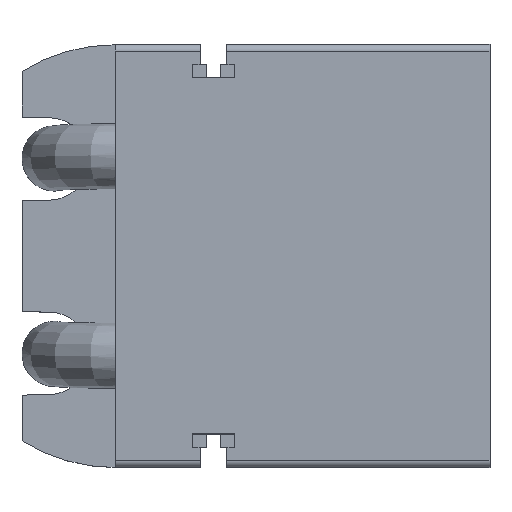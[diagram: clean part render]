
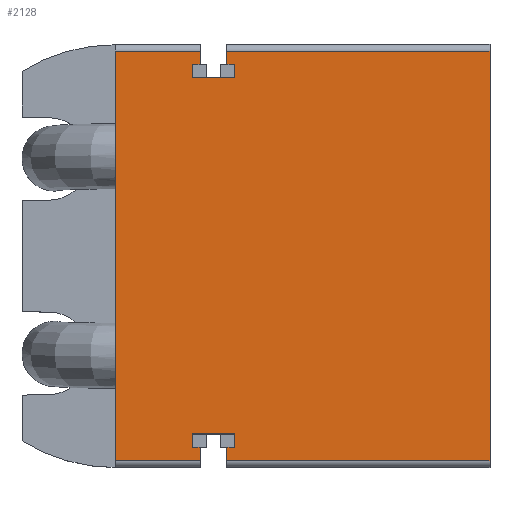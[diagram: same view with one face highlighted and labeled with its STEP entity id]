
A CAD part, top view. The second image highlights one B-rep face of the part: STEP entity #2128.
In plain terms, the highlighted planar face has unit normal (0, 0, 1).
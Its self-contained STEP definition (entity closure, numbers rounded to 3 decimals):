
#49=PLANE('',#2274);
#144=FACE_OUTER_BOUND('',#268,.T.);
#268=EDGE_LOOP('',(#1483,#1484,#1485,#1486,#1487,#1488,#1489,#1490,#1491,
#1492,#1493,#1494,#1495,#1496,#1497,#1498,#1499,#1500,#1501,#1502));
#403=LINE('',#3089,#644);
#405=LINE('',#3095,#646);
#409=LINE('',#3103,#650);
#410=LINE('',#3105,#651);
#411=LINE('',#3107,#652);
#412=LINE('',#3109,#653);
#413=LINE('',#3111,#654);
#414=LINE('',#3113,#655);
#415=LINE('',#3115,#656);
#416=LINE('',#3117,#657);
#417=LINE('',#3119,#658);
#418=LINE('',#3121,#659);
#419=LINE('',#3123,#660);
#420=LINE('',#3125,#661);
#421=LINE('',#3127,#662);
#422=LINE('',#3129,#663);
#423=LINE('',#3131,#664);
#424=LINE('',#3133,#665);
#425=LINE('',#3135,#666);
#426=LINE('',#3136,#667);
#644=VECTOR('',#2466,10.);
#646=VECTOR('',#2472,10.);
#650=VECTOR('',#2478,10.);
#651=VECTOR('',#2479,10.);
#652=VECTOR('',#2480,10.);
#653=VECTOR('',#2481,10.);
#654=VECTOR('',#2482,10.);
#655=VECTOR('',#2483,10.);
#656=VECTOR('',#2484,10.);
#657=VECTOR('',#2485,10.);
#658=VECTOR('',#2486,10.);
#659=VECTOR('',#2487,10.);
#660=VECTOR('',#2488,10.);
#661=VECTOR('',#2489,10.);
#662=VECTOR('',#2490,10.);
#663=VECTOR('',#2491,10.);
#664=VECTOR('',#2492,10.);
#665=VECTOR('',#2493,10.);
#666=VECTOR('',#2494,10.);
#667=VECTOR('',#2495,10.);
#954=VERTEX_POINT('',#3086);
#955=VERTEX_POINT('',#3088);
#957=VERTEX_POINT('',#3094);
#960=VERTEX_POINT('',#3102);
#961=VERTEX_POINT('',#3104);
#962=VERTEX_POINT('',#3106);
#963=VERTEX_POINT('',#3108);
#964=VERTEX_POINT('',#3110);
#965=VERTEX_POINT('',#3112);
#966=VERTEX_POINT('',#3114);
#967=VERTEX_POINT('',#3116);
#968=VERTEX_POINT('',#3118);
#969=VERTEX_POINT('',#3120);
#970=VERTEX_POINT('',#3122);
#971=VERTEX_POINT('',#3124);
#972=VERTEX_POINT('',#3126);
#973=VERTEX_POINT('',#3128);
#974=VERTEX_POINT('',#3130);
#975=VERTEX_POINT('',#3132);
#976=VERTEX_POINT('',#3134);
#1162=EDGE_CURVE('',#954,#955,#403,.T.);
#1165=EDGE_CURVE('',#957,#955,#405,.T.);
#1169=EDGE_CURVE('',#954,#960,#409,.T.);
#1170=EDGE_CURVE('',#961,#960,#410,.T.);
#1171=EDGE_CURVE('',#961,#962,#411,.T.);
#1172=EDGE_CURVE('',#962,#963,#412,.T.);
#1173=EDGE_CURVE('',#963,#964,#413,.T.);
#1174=EDGE_CURVE('',#964,#965,#414,.T.);
#1175=EDGE_CURVE('',#965,#966,#415,.T.);
#1176=EDGE_CURVE('',#966,#967,#416,.T.);
#1177=EDGE_CURVE('',#967,#968,#417,.T.);
#1178=EDGE_CURVE('',#969,#968,#418,.T.);
#1179=EDGE_CURVE('',#969,#970,#419,.T.);
#1180=EDGE_CURVE('',#971,#970,#420,.T.);
#1181=EDGE_CURVE('',#971,#972,#421,.T.);
#1182=EDGE_CURVE('',#972,#973,#422,.T.);
#1183=EDGE_CURVE('',#973,#974,#423,.T.);
#1184=EDGE_CURVE('',#974,#975,#424,.T.);
#1185=EDGE_CURVE('',#975,#976,#425,.T.);
#1186=EDGE_CURVE('',#976,#957,#426,.T.);
#1483=ORIENTED_EDGE('',*,*,#1162,.F.);
#1484=ORIENTED_EDGE('',*,*,#1169,.T.);
#1485=ORIENTED_EDGE('',*,*,#1170,.F.);
#1486=ORIENTED_EDGE('',*,*,#1171,.T.);
#1487=ORIENTED_EDGE('',*,*,#1172,.T.);
#1488=ORIENTED_EDGE('',*,*,#1173,.T.);
#1489=ORIENTED_EDGE('',*,*,#1174,.T.);
#1490=ORIENTED_EDGE('',*,*,#1175,.T.);
#1491=ORIENTED_EDGE('',*,*,#1176,.T.);
#1492=ORIENTED_EDGE('',*,*,#1177,.T.);
#1493=ORIENTED_EDGE('',*,*,#1178,.F.);
#1494=ORIENTED_EDGE('',*,*,#1179,.T.);
#1495=ORIENTED_EDGE('',*,*,#1180,.F.);
#1496=ORIENTED_EDGE('',*,*,#1181,.T.);
#1497=ORIENTED_EDGE('',*,*,#1182,.T.);
#1498=ORIENTED_EDGE('',*,*,#1183,.T.);
#1499=ORIENTED_EDGE('',*,*,#1184,.T.);
#1500=ORIENTED_EDGE('',*,*,#1185,.T.);
#1501=ORIENTED_EDGE('',*,*,#1186,.T.);
#1502=ORIENTED_EDGE('',*,*,#1165,.T.);
#2128=ADVANCED_FACE('',(#144),#49,.T.);
#2274=AXIS2_PLACEMENT_3D('',#3101,#2476,#2477);
#2466=DIRECTION('',(1.,0.,0.));
#2472=DIRECTION('',(0.,1.,0.));
#2476=DIRECTION('center_axis',(0.,0.,1.));
#2477=DIRECTION('ref_axis',(1.,0.,0.));
#2478=DIRECTION('',(0.,-1.,0.));
#2479=DIRECTION('',(-1.,0.,0.));
#2480=DIRECTION('',(0.,1.,0.));
#2481=DIRECTION('',(-1.,0.,0.));
#2482=DIRECTION('',(0.,1.,0.));
#2483=DIRECTION('',(1.,0.,0.));
#2484=DIRECTION('',(0.,-1.,0.));
#2485=DIRECTION('',(-1.,0.,0.));
#2486=DIRECTION('',(0.,-1.,0.));
#2487=DIRECTION('',(-1.,0.,0.));
#2488=DIRECTION('',(0.,1.,0.));
#2489=DIRECTION('',(1.,0.,0.));
#2490=DIRECTION('',(0.,-1.,0.));
#2491=DIRECTION('',(1.,0.,0.));
#2492=DIRECTION('',(0.,-1.,0.));
#2493=DIRECTION('',(-1.,0.,0.));
#2494=DIRECTION('',(0.,1.,0.));
#2495=DIRECTION('',(1.,0.,0.));
#3086=CARTESIAN_POINT('',(-5.3,7.7,8.2));
#3088=CARTESIAN_POINT('',(-2.1,7.7,8.2));
#3089=CARTESIAN_POINT('',(-0.175,7.7,8.2));
#3094=CARTESIAN_POINT('',(-2.1,7.2,8.2));
#3095=CARTESIAN_POINT('',(-2.1,7.2,8.2));
#3101=CARTESIAN_POINT('Origin',(1.75,0.,8.2));
#3102=CARTESIAN_POINT('',(-5.3,-7.7,8.2));
#3103=CARTESIAN_POINT('',(-5.3,7.95,8.2));
#3104=CARTESIAN_POINT('',(-2.1,-7.7,8.2));
#3105=CARTESIAN_POINT('',(-1.775,-7.7,8.2));
#3106=CARTESIAN_POINT('',(-2.1,-7.2,8.2));
#3107=CARTESIAN_POINT('',(-2.1,-7.95,8.2));
#3108=CARTESIAN_POINT('',(-2.4,-7.2,8.2));
#3109=CARTESIAN_POINT('',(-2.1,-7.2,8.2));
#3110=CARTESIAN_POINT('',(-2.4,-6.7,8.2));
#3111=CARTESIAN_POINT('',(-2.4,-7.2,8.2));
#3112=CARTESIAN_POINT('',(-0.8,-6.7,8.2));
#3113=CARTESIAN_POINT('',(-2.4,-6.7,8.2));
#3114=CARTESIAN_POINT('',(-0.8,-7.2,8.2));
#3115=CARTESIAN_POINT('',(-0.8,-6.7,8.2));
#3116=CARTESIAN_POINT('',(-1.1,-7.2,8.2));
#3117=CARTESIAN_POINT('',(-0.8,-7.2,8.2));
#3118=CARTESIAN_POINT('',(-1.1,-7.7,8.2));
#3119=CARTESIAN_POINT('',(-1.1,-7.2,8.2));
#3120=CARTESIAN_POINT('',(8.8,-7.7,8.2));
#3121=CARTESIAN_POINT('',(0.325,-7.7,8.2));
#3122=CARTESIAN_POINT('',(8.8,7.7,8.2));
#3123=CARTESIAN_POINT('',(8.8,-7.95,8.2));
#3124=CARTESIAN_POINT('',(-1.1,7.7,8.2));
#3125=CARTESIAN_POINT('',(5.275,7.7,8.2));
#3126=CARTESIAN_POINT('',(-1.1,7.2,8.2));
#3127=CARTESIAN_POINT('',(-1.1,7.95,8.2));
#3128=CARTESIAN_POINT('',(-0.8,7.2,8.2));
#3129=CARTESIAN_POINT('',(-1.1,7.2,8.2));
#3130=CARTESIAN_POINT('',(-0.8,6.7,8.2));
#3131=CARTESIAN_POINT('',(-0.8,7.2,8.2));
#3132=CARTESIAN_POINT('',(-2.4,6.7,8.2));
#3133=CARTESIAN_POINT('',(-0.8,6.7,8.2));
#3134=CARTESIAN_POINT('',(-2.4,7.2,8.2));
#3135=CARTESIAN_POINT('',(-2.4,6.7,8.2));
#3136=CARTESIAN_POINT('',(-2.4,7.2,8.2));
